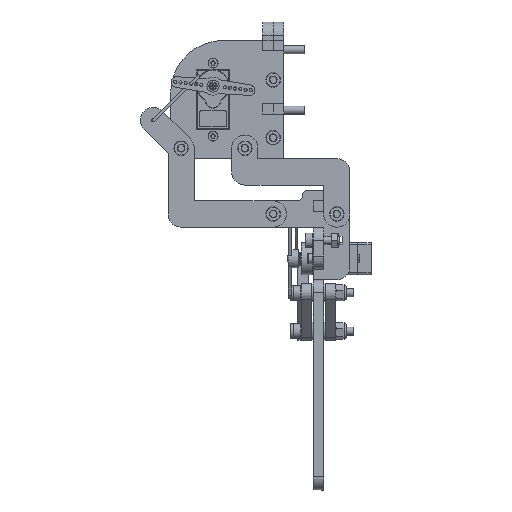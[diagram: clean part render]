
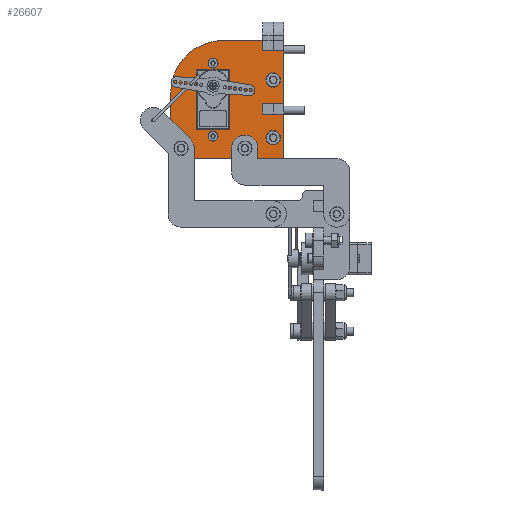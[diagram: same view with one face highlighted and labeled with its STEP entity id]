
A CAD part, left-side view. The second image highlights one B-rep face of the part: STEP entity #26607.
In plain terms, the highlighted planar face has unit normal (-1, 0, 0).
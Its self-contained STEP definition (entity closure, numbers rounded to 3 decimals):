
#1737=FACE_BOUND('',#4350,.T.);
#1738=FACE_BOUND('',#4351,.T.);
#1739=FACE_BOUND('',#4352,.T.);
#1740=FACE_BOUND('',#4353,.T.);
#1741=FACE_BOUND('',#4354,.T.);
#1742=FACE_BOUND('',#4355,.T.);
#1743=FACE_BOUND('',#4356,.T.);
#1969=CIRCLE('',#28229,20.);
#1970=CIRCLE('',#28231,1.45);
#1971=CIRCLE('',#28233,1.45);
#1972=CIRCLE('',#28235,1.45);
#1973=CIRCLE('',#28237,1.45);
#1974=CIRCLE('',#28243,1.);
#1975=CIRCLE('',#28245,1.);
#3008=FACE_OUTER_BOUND('',#4349,.T.);
#4349=EDGE_LOOP('',(#17789,#17790,#17791,#17792,#17793,#17794,#17795,#17796,
#17797,#17798,#17799));
#4350=EDGE_LOOP('',(#17800));
#4351=EDGE_LOOP('',(#17801));
#4352=EDGE_LOOP('',(#17802));
#4353=EDGE_LOOP('',(#17803));
#4354=EDGE_LOOP('',(#17804,#17805,#17806,#17807));
#4355=EDGE_LOOP('',(#17808));
#4356=EDGE_LOOP('',(#17809));
#5886=LINE('',#37627,#8334);
#5890=LINE('',#37635,#8338);
#5893=LINE('',#37642,#8341);
#5897=LINE('',#37650,#8345);
#5900=LINE('',#37656,#8348);
#5905=LINE('',#37665,#8353);
#5906=LINE('',#37668,#8354);
#5921=LINE('',#37722,#8369);
#5924=LINE('',#37727,#8372);
#5926=LINE('',#37731,#8374);
#5928=LINE('',#37734,#8376);
#5932=LINE('',#37746,#8380);
#5933=LINE('',#37748,#8381);
#5934=LINE('',#37750,#8382);
#8334=VECTOR('',#30540,10.);
#8338=VECTOR('',#30546,10.);
#8341=VECTOR('',#30551,10.);
#8345=VECTOR('',#30557,10.);
#8348=VECTOR('',#30562,10.);
#8353=VECTOR('',#30569,10.);
#8354=VECTOR('',#30572,10.);
#8369=VECTOR('',#30625,10.);
#8372=VECTOR('',#30630,10.);
#8374=VECTOR('',#30634,10.);
#8376=VECTOR('',#30638,10.);
#8380=VECTOR('',#30652,10.);
#8381=VECTOR('',#30655,10.);
#8382=VECTOR('',#30658,10.);
#10782=VERTEX_POINT('',#37625);
#10783=VERTEX_POINT('',#37626);
#10786=VERTEX_POINT('',#37634);
#10788=VERTEX_POINT('',#37640);
#10789=VERTEX_POINT('',#37641);
#10792=VERTEX_POINT('',#37649);
#10794=VERTEX_POINT('',#37655);
#10797=VERTEX_POINT('',#37663);
#10798=VERTEX_POINT('',#37667);
#10812=VERTEX_POINT('',#37700);
#10813=VERTEX_POINT('',#37704);
#10814=VERTEX_POINT('',#37708);
#10815=VERTEX_POINT('',#37712);
#10816=VERTEX_POINT('',#37716);
#10817=VERTEX_POINT('',#37720);
#10818=VERTEX_POINT('',#37721);
#10819=VERTEX_POINT('',#37726);
#10820=VERTEX_POINT('',#37730);
#10821=VERTEX_POINT('',#37736);
#10822=VERTEX_POINT('',#37740);
#10823=VERTEX_POINT('',#37744);
#13666=EDGE_CURVE('',#10782,#10783,#5886,.T.);
#13670=EDGE_CURVE('',#10783,#10786,#5890,.T.);
#13673=EDGE_CURVE('',#10788,#10789,#5893,.T.);
#13677=EDGE_CURVE('',#10789,#10792,#5897,.T.);
#13680=EDGE_CURVE('',#10792,#10794,#5900,.T.);
#13685=EDGE_CURVE('',#10786,#10797,#5905,.T.);
#13686=EDGE_CURVE('',#10798,#10788,#5906,.T.);
#13703=EDGE_CURVE('',#10812,#10797,#1969,.T.);
#13705=EDGE_CURVE('',#10813,#10813,#1970,.T.);
#13707=EDGE_CURVE('',#10814,#10814,#1971,.T.);
#13710=EDGE_CURVE('',#10815,#10815,#1972,.T.);
#13712=EDGE_CURVE('',#10816,#10816,#1973,.T.);
#13713=EDGE_CURVE('',#10817,#10818,#5921,.T.);
#13716=EDGE_CURVE('',#10818,#10819,#5924,.T.);
#13718=EDGE_CURVE('',#10819,#10820,#5926,.T.);
#13720=EDGE_CURVE('',#10820,#10817,#5928,.T.);
#13722=EDGE_CURVE('',#10821,#10821,#1974,.T.);
#13724=EDGE_CURVE('',#10822,#10822,#1975,.T.);
#13726=EDGE_CURVE('',#10812,#10823,#5932,.T.);
#13727=EDGE_CURVE('',#10794,#10782,#5933,.T.);
#13728=EDGE_CURVE('',#10823,#10798,#5934,.T.);
#17789=ORIENTED_EDGE('',*,*,#13670,.T.);
#17790=ORIENTED_EDGE('',*,*,#13685,.T.);
#17791=ORIENTED_EDGE('',*,*,#13703,.F.);
#17792=ORIENTED_EDGE('',*,*,#13726,.T.);
#17793=ORIENTED_EDGE('',*,*,#13728,.T.);
#17794=ORIENTED_EDGE('',*,*,#13686,.T.);
#17795=ORIENTED_EDGE('',*,*,#13673,.T.);
#17796=ORIENTED_EDGE('',*,*,#13677,.T.);
#17797=ORIENTED_EDGE('',*,*,#13680,.T.);
#17798=ORIENTED_EDGE('',*,*,#13727,.T.);
#17799=ORIENTED_EDGE('',*,*,#13666,.T.);
#17800=ORIENTED_EDGE('',*,*,#13705,.T.);
#17801=ORIENTED_EDGE('',*,*,#13707,.T.);
#17802=ORIENTED_EDGE('',*,*,#13710,.T.);
#17803=ORIENTED_EDGE('',*,*,#13712,.T.);
#17804=ORIENTED_EDGE('',*,*,#13713,.T.);
#17805=ORIENTED_EDGE('',*,*,#13716,.T.);
#17806=ORIENTED_EDGE('',*,*,#13718,.T.);
#17807=ORIENTED_EDGE('',*,*,#13720,.T.);
#17808=ORIENTED_EDGE('',*,*,#13722,.T.);
#17809=ORIENTED_EDGE('',*,*,#13724,.T.);
#25735=PLANE('',#28249);
#26607=ADVANCED_FACE('',(#3008,#1737,#1738,#1739,#1740,#1741,#1742,#1743),
#25735,.T.);
#28229=AXIS2_PLACEMENT_3D('',#37701,#30600,#30601);
#28231=AXIS2_PLACEMENT_3D('',#37705,#30605,#30606);
#28233=AXIS2_PLACEMENT_3D('',#37709,#30610,#30611);
#28235=AXIS2_PLACEMENT_3D('',#37714,#30616,#30617);
#28237=AXIS2_PLACEMENT_3D('',#37718,#30621,#30622);
#28243=AXIS2_PLACEMENT_3D('',#37738,#30642,#30643);
#28245=AXIS2_PLACEMENT_3D('',#37742,#30647,#30648);
#28249=AXIS2_PLACEMENT_3D('',#37751,#30659,#30660);
#30540=DIRECTION('',(0.,1.,0.));
#30546=DIRECTION('',(0.,0.,1.));
#30551=DIRECTION('',(0.,1.,0.));
#30557=DIRECTION('',(0.,0.,1.));
#30562=DIRECTION('',(0.,-1.,0.));
#30569=DIRECTION('',(0.,1.,0.));
#30572=DIRECTION('',(0.,0.,1.));
#30600=DIRECTION('center_axis',(1.,0.,0.));
#30601=DIRECTION('ref_axis',(0.,0.707,0.707));
#30605=DIRECTION('center_axis',(1.,0.,0.));
#30606=DIRECTION('ref_axis',(0.,-1.,0.));
#30610=DIRECTION('center_axis',(1.,0.,0.));
#30611=DIRECTION('ref_axis',(0.,-1.,0.));
#30616=DIRECTION('center_axis',(1.,0.,0.));
#30617=DIRECTION('ref_axis',(0.,1.,0.));
#30621=DIRECTION('center_axis',(1.,0.,0.));
#30622=DIRECTION('ref_axis',(0.,1.,0.));
#30625=DIRECTION('',(0.,0.,-1.));
#30630=DIRECTION('',(0.,1.,0.));
#30634=DIRECTION('',(0.,0.,1.));
#30638=DIRECTION('',(0.,-1.,0.));
#30642=DIRECTION('center_axis',(1.,0.,0.));
#30643=DIRECTION('ref_axis',(0.,0.,-1.));
#30647=DIRECTION('center_axis',(1.,0.,0.));
#30648=DIRECTION('ref_axis',(0.,0.,-1.));
#30652=DIRECTION('',(0.,0.,-1.));
#30655=DIRECTION('',(0.,0.,1.));
#30658=DIRECTION('',(0.,-1.,0.));
#30659=DIRECTION('center_axis',(-1.,0.,0.));
#30660=DIRECTION('ref_axis',(0.,0.,1.));
#37625=CARTESIAN_POINT('',(-22.718,17.084,-114.01));
#37626=CARTESIAN_POINT('',(-22.718,25.094,-114.01));
#37627=CARTESIAN_POINT('',(-22.718,31.839,-114.01));
#37634=CARTESIAN_POINT('',(-22.718,25.094,-110.));
#37635=CARTESIAN_POINT('',(-22.718,25.094,-121.25));
#37640=CARTESIAN_POINT('',(-22.718,17.084,-138.01));
#37641=CARTESIAN_POINT('',(-22.718,25.094,-138.01));
#37642=CARTESIAN_POINT('',(-22.718,31.839,-138.01));
#37649=CARTESIAN_POINT('',(-22.718,25.094,-133.99));
#37650=CARTESIAN_POINT('',(-22.718,25.094,-133.245));
#37655=CARTESIAN_POINT('',(-22.718,17.084,-133.99));
#37656=CARTESIAN_POINT('',(-22.718,27.834,-133.99));
#37663=CARTESIAN_POINT('',(-22.718,40.084,-110.));
#37665=CARTESIAN_POINT('',(-22.718,17.084,-110.));
#37667=CARTESIAN_POINT('',(-22.718,17.084,-154.999));
#37668=CARTESIAN_POINT('',(-22.718,17.084,-154.999));
#37700=CARTESIAN_POINT('',(-22.718,60.084,-130.));
#37701=CARTESIAN_POINT('Origin',(-22.718,40.084,-130.));
#37704=CARTESIAN_POINT('',(-22.718,22.534,-146.999));
#37705=CARTESIAN_POINT('Origin',(-22.718,21.084,-146.999));
#37708=CARTESIAN_POINT('',(-22.718,22.534,-125.));
#37709=CARTESIAN_POINT('Origin',(-22.718,21.084,-125.));
#37712=CARTESIAN_POINT('',(-22.718,54.634,-150.999));
#37714=CARTESIAN_POINT('Origin',(-22.718,56.084,-150.999));
#37716=CARTESIAN_POINT('',(-22.718,30.434,-150.999));
#37718=CARTESIAN_POINT('Origin',(-22.718,31.884,-150.999));
#37720=CARTESIAN_POINT('',(-22.718,37.874,-121.24));
#37721=CARTESIAN_POINT('',(-22.718,37.874,-143.76));
#37722=CARTESIAN_POINT('',(-22.718,37.874,-138.13));
#37726=CARTESIAN_POINT('',(-22.718,50.094,-143.76));
#37727=CARTESIAN_POINT('',(-22.718,44.339,-143.76));
#37730=CARTESIAN_POINT('',(-22.718,50.094,-121.24));
#37731=CARTESIAN_POINT('',(-22.718,50.094,-126.87));
#37734=CARTESIAN_POINT('',(-22.718,38.229,-121.24));
#37736=CARTESIAN_POINT('',(-22.718,43.984,-117.6));
#37738=CARTESIAN_POINT('Origin',(-22.718,43.984,-118.6));
#37740=CARTESIAN_POINT('',(-22.718,43.984,-145.4));
#37742=CARTESIAN_POINT('Origin',(-22.718,43.984,-146.4));
#37744=CARTESIAN_POINT('',(-22.718,60.084,-154.999));
#37746=CARTESIAN_POINT('',(-22.718,60.084,-110.));
#37748=CARTESIAN_POINT('',(-22.718,17.084,-154.999));
#37750=CARTESIAN_POINT('',(-22.718,60.084,-154.999));
#37751=CARTESIAN_POINT('Origin',(-22.718,38.584,-132.5));
